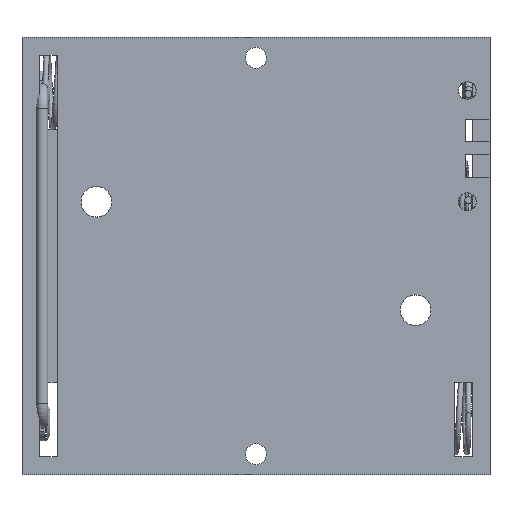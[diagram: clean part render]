
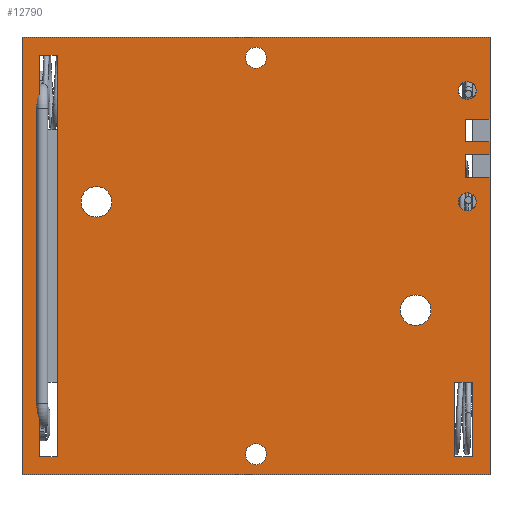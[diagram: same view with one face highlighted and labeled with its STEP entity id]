
A CAD part, front view. The second image highlights one B-rep face of the part: STEP entity #12790.
In plain terms, the highlighted planar face has unit normal (0, -1, 0).
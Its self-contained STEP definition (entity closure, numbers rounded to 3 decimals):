
#446=FACE_BOUND('',#1746,.T.);
#447=FACE_BOUND('',#1747,.T.);
#448=FACE_BOUND('',#1748,.T.);
#449=FACE_BOUND('',#1749,.T.);
#450=FACE_BOUND('',#1750,.T.);
#451=FACE_BOUND('',#1751,.T.);
#452=FACE_BOUND('',#1752,.T.);
#453=FACE_BOUND('',#1753,.T.);
#510=PLANE('',#13549);
#1013=FACE_OUTER_BOUND('',#1745,.T.);
#1745=EDGE_LOOP('',(#8935,#8936,#8937,#8938,#8939,#8940,#8941,#8942,#8943,
#8944,#8945,#8946));
#1746=EDGE_LOOP('',(#8947,#8948,#8949,#8950));
#1747=EDGE_LOOP('',(#8951));
#1748=EDGE_LOOP('',(#8952));
#1749=EDGE_LOOP('',(#8953,#8954,#8955,#8956));
#1750=EDGE_LOOP('',(#8957));
#1751=EDGE_LOOP('',(#8958));
#1752=EDGE_LOOP('',(#8959));
#1753=EDGE_LOOP('',(#8960));
#2772=LINE('',#19052,#4086);
#2847=LINE('',#19243,#4161);
#2849=LINE('',#19248,#4163);
#2850=LINE('',#19250,#4164);
#2851=LINE('',#19252,#4165);
#2852=LINE('',#19254,#4166);
#2853=LINE('',#19256,#4167);
#2854=LINE('',#19258,#4168);
#2855=LINE('',#19260,#4169);
#2856=LINE('',#19262,#4170);
#2857=LINE('',#19263,#4171);
#2858=LINE('',#19265,#4172);
#2859=LINE('',#19266,#4173);
#2860=LINE('',#19269,#4174);
#2861=LINE('',#19271,#4175);
#2862=LINE('',#19273,#4176);
#2863=LINE('',#19274,#4177);
#2864=LINE('',#19280,#4178);
#2865=LINE('',#19282,#4179);
#2866=LINE('',#19283,#4180);
#4086=VECTOR('',#14729,1000.);
#4161=VECTOR('',#14896,1000.);
#4163=VECTOR('',#14900,1000.);
#4164=VECTOR('',#14901,1000.);
#4165=VECTOR('',#14902,1000.);
#4166=VECTOR('',#14903,1000.);
#4167=VECTOR('',#14904,1000.);
#4168=VECTOR('',#14905,1000.);
#4169=VECTOR('',#14906,1000.);
#4170=VECTOR('',#14907,1000.);
#4171=VECTOR('',#14908,1000.);
#4172=VECTOR('',#14909,1000.);
#4173=VECTOR('',#14910,1000.);
#4174=VECTOR('',#14911,1000.);
#4175=VECTOR('',#14912,1000.);
#4176=VECTOR('',#14913,1000.);
#4177=VECTOR('',#14914,1000.);
#4178=VECTOR('',#14919,1000.);
#4179=VECTOR('',#14920,1000.);
#4180=VECTOR('',#14921,1000.);
#5112=CIRCLE('',#13550,1.016);
#5113=CIRCLE('',#13551,1.016);
#5114=CIRCLE('',#13552,1.2);
#5115=CIRCLE('',#13553,1.75);
#5116=CIRCLE('',#13554,1.75);
#5117=CIRCLE('',#13555,1.2);
#5729=VERTEX_POINT('',#19049);
#5730=VERTEX_POINT('',#19051);
#5799=VERTEX_POINT('',#19240);
#5800=VERTEX_POINT('',#19242);
#5801=VERTEX_POINT('',#19246);
#5802=VERTEX_POINT('',#19247);
#5803=VERTEX_POINT('',#19249);
#5804=VERTEX_POINT('',#19251);
#5805=VERTEX_POINT('',#19253);
#5806=VERTEX_POINT('',#19255);
#5807=VERTEX_POINT('',#19257);
#5808=VERTEX_POINT('',#19259);
#5809=VERTEX_POINT('',#19261);
#5810=VERTEX_POINT('',#19264);
#5811=VERTEX_POINT('',#19267);
#5812=VERTEX_POINT('',#19268);
#5813=VERTEX_POINT('',#19270);
#5814=VERTEX_POINT('',#19272);
#5815=VERTEX_POINT('',#19275);
#5816=VERTEX_POINT('',#19277);
#5817=VERTEX_POINT('',#19279);
#5818=VERTEX_POINT('',#19281);
#5819=VERTEX_POINT('',#19284);
#5820=VERTEX_POINT('',#19286);
#5821=VERTEX_POINT('',#19288);
#5822=VERTEX_POINT('',#19290);
#6948=EDGE_CURVE('',#5730,#5729,#2772,.T.);
#7047=EDGE_CURVE('',#5800,#5799,#2847,.T.);
#7049=EDGE_CURVE('',#5801,#5802,#2849,.T.);
#7050=EDGE_CURVE('',#5803,#5801,#2850,.T.);
#7051=EDGE_CURVE('',#5804,#5803,#2851,.T.);
#7052=EDGE_CURVE('',#5804,#5805,#2852,.T.);
#7053=EDGE_CURVE('',#5806,#5805,#2853,.T.);
#7054=EDGE_CURVE('',#5807,#5806,#2854,.T.);
#7055=EDGE_CURVE('',#5808,#5807,#2855,.T.);
#7056=EDGE_CURVE('',#5808,#5809,#2856,.T.);
#7057=EDGE_CURVE('',#5800,#5809,#2857,.T.);
#7058=EDGE_CURVE('',#5799,#5810,#2858,.T.);
#7059=EDGE_CURVE('',#5802,#5810,#2859,.T.);
#7060=EDGE_CURVE('',#5811,#5812,#2860,.T.);
#7061=EDGE_CURVE('',#5812,#5813,#2861,.T.);
#7062=EDGE_CURVE('',#5813,#5814,#2862,.T.);
#7063=EDGE_CURVE('',#5814,#5811,#2863,.T.);
#7064=EDGE_CURVE('',#5815,#5815,#5112,.T.);
#7065=EDGE_CURVE('',#5816,#5816,#5113,.T.);
#7066=EDGE_CURVE('',#5729,#5817,#2864,.T.);
#7067=EDGE_CURVE('',#5817,#5818,#2865,.T.);
#7068=EDGE_CURVE('',#5818,#5730,#2866,.T.);
#7069=EDGE_CURVE('',#5819,#5819,#5114,.T.);
#7070=EDGE_CURVE('',#5820,#5820,#5115,.T.);
#7071=EDGE_CURVE('',#5821,#5821,#5116,.T.);
#7072=EDGE_CURVE('',#5822,#5822,#5117,.T.);
#8935=ORIENTED_EDGE('',*,*,#7049,.F.);
#8936=ORIENTED_EDGE('',*,*,#7050,.F.);
#8937=ORIENTED_EDGE('',*,*,#7051,.F.);
#8938=ORIENTED_EDGE('',*,*,#7052,.T.);
#8939=ORIENTED_EDGE('',*,*,#7053,.F.);
#8940=ORIENTED_EDGE('',*,*,#7054,.F.);
#8941=ORIENTED_EDGE('',*,*,#7055,.F.);
#8942=ORIENTED_EDGE('',*,*,#7056,.T.);
#8943=ORIENTED_EDGE('',*,*,#7057,.F.);
#8944=ORIENTED_EDGE('',*,*,#7047,.T.);
#8945=ORIENTED_EDGE('',*,*,#7058,.T.);
#8946=ORIENTED_EDGE('',*,*,#7059,.F.);
#8947=ORIENTED_EDGE('',*,*,#7060,.T.);
#8948=ORIENTED_EDGE('',*,*,#7061,.T.);
#8949=ORIENTED_EDGE('',*,*,#7062,.T.);
#8950=ORIENTED_EDGE('',*,*,#7063,.T.);
#8951=ORIENTED_EDGE('',*,*,#7064,.T.);
#8952=ORIENTED_EDGE('',*,*,#7065,.T.);
#8953=ORIENTED_EDGE('',*,*,#7066,.T.);
#8954=ORIENTED_EDGE('',*,*,#7067,.T.);
#8955=ORIENTED_EDGE('',*,*,#7068,.T.);
#8956=ORIENTED_EDGE('',*,*,#6948,.T.);
#8957=ORIENTED_EDGE('',*,*,#7069,.T.);
#8958=ORIENTED_EDGE('',*,*,#7070,.T.);
#8959=ORIENTED_EDGE('',*,*,#7071,.T.);
#8960=ORIENTED_EDGE('',*,*,#7072,.T.);
#12790=ADVANCED_FACE('',(#1013,#446,#447,#448,#449,#450,#451,#452,#453),
#510,.F.);
#13549=AXIS2_PLACEMENT_3D('',#19245,#14898,#14899);
#13550=AXIS2_PLACEMENT_3D('',#19276,#14915,#14916);
#13551=AXIS2_PLACEMENT_3D('',#19278,#14917,#14918);
#13552=AXIS2_PLACEMENT_3D('',#19285,#14922,#14923);
#13553=AXIS2_PLACEMENT_3D('',#19287,#14924,#14925);
#13554=AXIS2_PLACEMENT_3D('',#19289,#14926,#14927);
#13555=AXIS2_PLACEMENT_3D('',#19291,#14928,#14929);
#14729=DIRECTION('',(0.,0.,1.));
#14896=DIRECTION('',(-1.,0.,0.));
#14898=DIRECTION('center_axis',(0.,1.,0.));
#14899=DIRECTION('ref_axis',(0.,0.,1.));
#14900=DIRECTION('',(0.,0.,-1.));
#14901=DIRECTION('',(1.,0.,0.));
#14902=DIRECTION('',(0.,0.,-1.));
#14903=DIRECTION('',(1.,0.,0.));
#14904=DIRECTION('',(0.,0.,-1.));
#14905=DIRECTION('',(1.,0.,0.));
#14906=DIRECTION('',(0.,0.,-1.));
#14907=DIRECTION('',(1.,0.,0.));
#14908=DIRECTION('',(0.,0.,-1.));
#14909=DIRECTION('',(0.,0.,-1.));
#14910=DIRECTION('',(-1.,0.,0.));
#14911=DIRECTION('',(0.,0.,1.));
#14912=DIRECTION('',(1.,0.,0.));
#14913=DIRECTION('',(0.,0.,-1.));
#14914=DIRECTION('',(-1.,0.,0.));
#14915=DIRECTION('center_axis',(0.,1.,0.));
#14916=DIRECTION('ref_axis',(0.,0.,1.));
#14917=DIRECTION('center_axis',(0.,1.,0.));
#14918=DIRECTION('ref_axis',(0.,0.,1.));
#14919=DIRECTION('',(1.,0.,0.));
#14920=DIRECTION('',(0.,0.,-1.));
#14921=DIRECTION('',(-1.,0.,0.));
#14922=DIRECTION('center_axis',(0.,1.,0.));
#14923=DIRECTION('ref_axis',(0.,0.,1.));
#14924=DIRECTION('center_axis',(0.,1.,0.));
#14925=DIRECTION('ref_axis',(0.,0.,1.));
#14926=DIRECTION('center_axis',(0.,1.,0.));
#14927=DIRECTION('ref_axis',(0.,0.,1.));
#14928=DIRECTION('center_axis',(0.,1.,0.));
#14929=DIRECTION('ref_axis',(0.,0.,1.));
#19049=CARTESIAN_POINT('',(-19.946,-10.079,22.865));
#19051=CARTESIAN_POINT('',(-19.946,-10.079,-23.071));
#19052=CARTESIAN_POINT('',(-19.946,-10.079,24.897));
#19240=CARTESIAN_POINT('',(-21.946,-10.079,24.897));
#19242=CARTESIAN_POINT('',(31.554,-10.079,24.897));
#19243=CARTESIAN_POINT('',(31.554,-10.079,24.897));
#19245=CARTESIAN_POINT('Origin',(31.554,-10.079,24.897));
#19246=CARTESIAN_POINT('',(31.554,-10.079,8.888));
#19247=CARTESIAN_POINT('',(31.554,-10.079,-25.103));
#19248=CARTESIAN_POINT('',(31.554,-10.079,24.897));
#19249=CARTESIAN_POINT('',(28.735,-10.079,8.888));
#19250=CARTESIAN_POINT('',(28.735,-10.079,8.888));
#19251=CARTESIAN_POINT('',(28.735,-10.079,11.454));
#19252=CARTESIAN_POINT('',(28.735,-10.079,8.888));
#19253=CARTESIAN_POINT('',(31.554,-10.079,11.454));
#19254=CARTESIAN_POINT('',(28.735,-10.079,11.454));
#19255=CARTESIAN_POINT('',(31.554,-10.079,12.978));
#19256=CARTESIAN_POINT('',(31.554,-10.079,24.897));
#19257=CARTESIAN_POINT('',(28.735,-10.079,12.978));
#19258=CARTESIAN_POINT('',(28.735,-10.079,12.978));
#19259=CARTESIAN_POINT('',(28.735,-10.079,15.543));
#19260=CARTESIAN_POINT('',(28.735,-10.079,15.543));
#19261=CARTESIAN_POINT('',(31.554,-10.079,15.543));
#19262=CARTESIAN_POINT('',(28.735,-10.079,15.543));
#19263=CARTESIAN_POINT('',(31.554,-10.079,24.897));
#19264=CARTESIAN_POINT('',(-21.946,-10.079,-25.103));
#19265=CARTESIAN_POINT('',(-21.946,-10.079,24.897));
#19266=CARTESIAN_POINT('',(31.554,-10.079,-25.103));
#19267=CARTESIAN_POINT('',(27.514,-10.079,-23.071));
#19268=CARTESIAN_POINT('',(27.514,-10.079,-14.562));
#19269=CARTESIAN_POINT('',(27.514,-10.079,24.897));
#19270=CARTESIAN_POINT('',(29.546,-10.079,-14.562));
#19271=CARTESIAN_POINT('',(31.554,-10.079,-14.562));
#19272=CARTESIAN_POINT('',(29.546,-10.079,-23.071));
#19273=CARTESIAN_POINT('',(29.546,-10.079,24.897));
#19274=CARTESIAN_POINT('',(31.554,-10.079,-23.071));
#19275=CARTESIAN_POINT('',(28.963,-10.079,5.085));
#19276=CARTESIAN_POINT('Origin',(28.963,-10.079,6.101));
#19277=CARTESIAN_POINT('',(28.963,-10.079,17.785));
#19278=CARTESIAN_POINT('Origin',(28.963,-10.079,18.801));
#19279=CARTESIAN_POINT('',(-17.914,-10.079,22.865));
#19280=CARTESIAN_POINT('',(31.554,-10.079,22.865));
#19281=CARTESIAN_POINT('',(-17.914,-10.079,-23.071));
#19282=CARTESIAN_POINT('',(-17.914,-10.079,24.897));
#19283=CARTESIAN_POINT('',(31.554,-10.079,-23.071));
#19284=CARTESIAN_POINT('',(4.8,-10.079,21.347));
#19285=CARTESIAN_POINT('Origin',(4.8,-10.079,22.547));
#19286=CARTESIAN_POINT('',(-13.446,-10.079,4.347));
#19287=CARTESIAN_POINT('Origin',(-13.446,-10.079,6.097));
#19288=CARTESIAN_POINT('',(23.054,-10.079,-8.053));
#19289=CARTESIAN_POINT('Origin',(23.054,-10.079,-6.303));
#19290=CARTESIAN_POINT('',(4.8,-10.079,-23.953));
#19291=CARTESIAN_POINT('Origin',(4.8,-10.079,-22.753));
